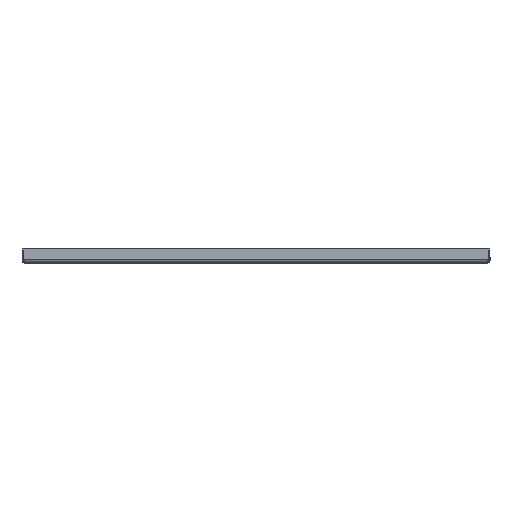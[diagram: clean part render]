
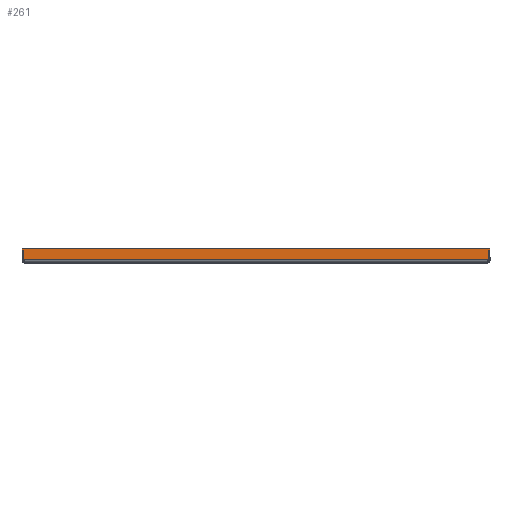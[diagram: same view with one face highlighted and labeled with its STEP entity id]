
A CAD part, top view. The second image highlights one B-rep face of the part: STEP entity #261.
In plain terms, the highlighted planar face has unit normal (0, 0, 1).
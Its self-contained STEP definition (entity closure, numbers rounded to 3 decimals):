
#58 = AXIS2_PLACEMENT_3D ( 'NONE', #1712, #1514, #1649 ) ;
#111 = VERTEX_POINT ( 'NONE', #522 ) ;
#135 = CARTESIAN_POINT ( 'NONE',  ( 141.25, -6.35, 141.25 ) ) ;
#159 = VECTOR ( 'NONE', #756, 1000. ) ;
#172 = VECTOR ( 'NONE', #1175, 1000. ) ;
#261 = ADVANCED_FACE ( 'NONE', ( #718 ), #1685, .T. ) ;
#278 = ORIENTED_EDGE ( 'NONE', *, *, #1694, .T. ) ;
#282 = EDGE_CURVE ( 'NONE', #1704, #939, #1150, .T. ) ;
#290 = ORIENTED_EDGE ( 'NONE', *, *, #1423, .F. ) ;
#358 = CARTESIAN_POINT ( 'NONE',  ( -139.6, -6.4, 141.25 ) ) ;
#468 = DIRECTION ( 'NONE',  ( -1., 0., 0. ) ) ;
#492 = VECTOR ( 'NONE', #2282, 1000. ) ;
#509 = EDGE_CURVE ( 'NONE', #111, #2017, #2173, .T. ) ;
#522 = CARTESIAN_POINT ( 'NONE',  ( -139.6, -6.35, 141.25 ) ) ;
#546 = CARTESIAN_POINT ( 'NONE',  ( 139.6, -6.35, 141.25 ) ) ;
#564 = CARTESIAN_POINT ( 'NONE',  ( 141.25, 0., 141.25 ) ) ;
#619 = VERTEX_POINT ( 'NONE', #135 ) ;
#658 = CARTESIAN_POINT ( 'NONE',  ( -141.25, -6.35, 141.25 ) ) ;
#718 = FACE_OUTER_BOUND ( 'NONE', #1688, .T. ) ;
#720 = CARTESIAN_POINT ( 'NONE',  ( -141.25, -6.35, 141.25 ) ) ;
#756 = DIRECTION ( 'NONE',  ( 0., 1., 0. ) ) ;
#758 = VECTOR ( 'NONE', #468, 1000. ) ;
#778 = EDGE_CURVE ( 'NONE', #619, #2055, #2137, .T. ) ;
#803 = ORIENTED_EDGE ( 'NONE', *, *, #1915, .F. ) ;
#829 = ORIENTED_EDGE ( 'NONE', *, *, #282, .F. ) ;
#902 = DIRECTION ( 'NONE',  ( 0., 1., 0. ) ) ;
#904 = DIRECTION ( 'NONE',  ( 0., -1., 0. ) ) ;
#939 = VERTEX_POINT ( 'NONE', #1877 ) ;
#1058 = CARTESIAN_POINT ( 'NONE',  ( -141.25, 0., 141.25 ) ) ;
#1138 = VERTEX_POINT ( 'NONE', #1747 ) ;
#1150 = LINE ( 'NONE', #1562, #172 ) ;
#1175 = DIRECTION ( 'NONE',  ( 0., -1., 0. ) ) ;
#1243 = ORIENTED_EDGE ( 'NONE', *, *, #778, .T. ) ;
#1281 = DIRECTION ( 'NONE',  ( -1., 0., 0. ) ) ;
#1312 = LINE ( 'NONE', #1614, #2234 ) ;
#1347 = VERTEX_POINT ( 'NONE', #2294 ) ;
#1423 = EDGE_CURVE ( 'NONE', #939, #1347, #1951, .T. ) ;
#1436 = VECTOR ( 'NONE', #1281, 1000. ) ;
#1457 = LINE ( 'NONE', #1058, #492 ) ;
#1461 = VECTOR ( 'NONE', #1959, 1000. ) ;
#1514 = DIRECTION ( 'NONE',  ( 0., 0., 1. ) ) ;
#1562 = CARTESIAN_POINT ( 'NONE',  ( 139.6, -8., 141.25 ) ) ;
#1614 = CARTESIAN_POINT ( 'NONE',  ( -139.6, -8., 141.25 ) ) ;
#1649 = DIRECTION ( 'NONE',  ( 1., 0., 0. ) ) ;
#1678 = EDGE_CURVE ( 'NONE', #619, #1704, #2279, .T. ) ;
#1685 = PLANE ( 'NONE',  #58 ) ;
#1688 = EDGE_LOOP ( 'NONE', ( #290, #829, #1937, #1243, #803, #2123, #2085, #278 ) ) ;
#1694 = EDGE_CURVE ( 'NONE', #111, #1347, #1312, .T. ) ;
#1704 = VERTEX_POINT ( 'NONE', #546 ) ;
#1712 = CARTESIAN_POINT ( 'NONE',  ( -141.25, -8., 141.25 ) ) ;
#1747 = CARTESIAN_POINT ( 'NONE',  ( -141.25, 0., 141.25 ) ) ;
#1770 = EDGE_CURVE ( 'NONE', #2017, #1138, #2063, .T. ) ;
#1877 = CARTESIAN_POINT ( 'NONE',  ( 139.6, -6.4, 141.25 ) ) ;
#1915 = EDGE_CURVE ( 'NONE', #1138, #2055, #1457, .T. ) ;
#1937 = ORIENTED_EDGE ( 'NONE', *, *, #1678, .F. ) ;
#1951 = LINE ( 'NONE', #358, #1436 ) ;
#1959 = DIRECTION ( 'NONE',  ( -1., 0., 0. ) ) ;
#1968 = CARTESIAN_POINT ( 'NONE',  ( -141.25, -6.35, 141.25 ) ) ;
#2017 = VERTEX_POINT ( 'NONE', #1968 ) ;
#2055 = VERTEX_POINT ( 'NONE', #564 ) ;
#2063 = LINE ( 'NONE', #2176, #159 ) ;
#2080 = VECTOR ( 'NONE', #902, 1000. ) ;
#2085 = ORIENTED_EDGE ( 'NONE', *, *, #509, .F. ) ;
#2123 = ORIENTED_EDGE ( 'NONE', *, *, #1770, .F. ) ;
#2137 = LINE ( 'NONE', #2313, #2080 ) ;
#2173 = LINE ( 'NONE', #658, #758 ) ;
#2176 = CARTESIAN_POINT ( 'NONE',  ( -141.25, -8., 141.25 ) ) ;
#2234 = VECTOR ( 'NONE', #904, 1000. ) ;
#2279 = LINE ( 'NONE', #720, #1461 ) ;
#2282 = DIRECTION ( 'NONE',  ( 1., 0., 0. ) ) ;
#2294 = CARTESIAN_POINT ( 'NONE',  ( -139.6, -6.4, 141.25 ) ) ;
#2313 = CARTESIAN_POINT ( 'NONE',  ( 141.25, -8., 141.25 ) ) ;
